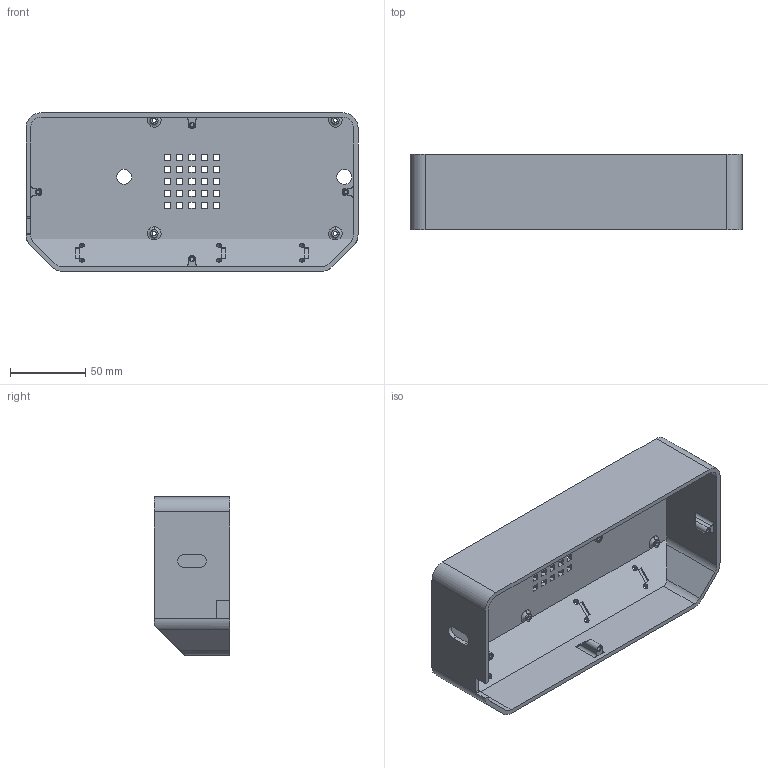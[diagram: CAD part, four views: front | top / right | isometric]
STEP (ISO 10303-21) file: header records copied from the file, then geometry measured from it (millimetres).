
FILE_DESCRIPTION (( 'STEP AP203' ), '1' );
FILE_NAME ('Electronic box.STEP', '2021-07-20T20:51:03', ( '' ), ( '' ), 'SwSTEP 2.0', 'SolidWorks 2015', '' );
FILE_SCHEMA (( 'CONFIG_CONTROL_DESIGN' ));
Length unit declared in the file: millimetre
Products named in the file (1): Electronic box
Bounding box: 220 x 50 x 105 mm (x, y, z)
Volume: 144972.4 mm3; surface area: 101081.8 mm2
Topology: 1 solids, 1 shells, 270 faces, 752 edges, 488 vertices
Faces by surface type: plane 160, cylinder 78, cone 16, torus 8, sphere 8
Entity records: 8842 total; most frequent: CARTESIAN_POINT 1692, ORIENTED_EDGE 1488, DIRECTION 1406, EDGE_CURVE 744, LINE 534, VECTOR 534, VERTEX_POINT 486, AXIS2_PLACEMENT_3D 436
